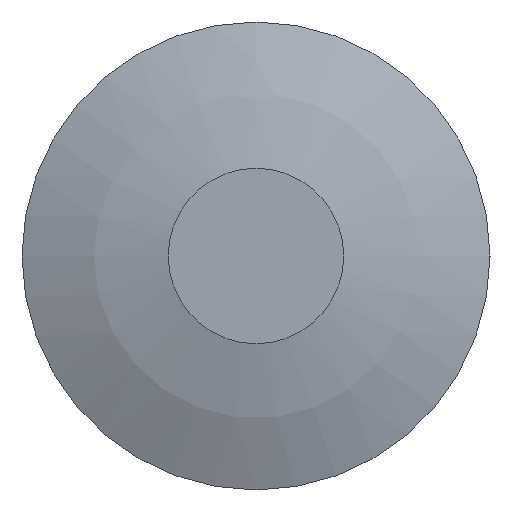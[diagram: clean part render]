
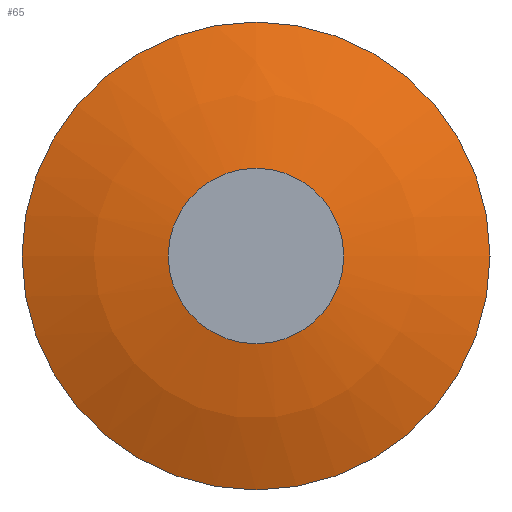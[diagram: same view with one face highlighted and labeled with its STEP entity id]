
A CAD part, left-side view. The second image highlights one B-rep face of the part: STEP entity #65.
In plain terms, the highlighted spherical face has radius 5 mm.
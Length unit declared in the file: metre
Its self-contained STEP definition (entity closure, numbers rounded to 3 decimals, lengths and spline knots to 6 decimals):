
#22=SPHERICAL_SURFACE('',#87,0.005);
#29=ORIENTED_EDGE('',*,*,#33,.T.);
#30=ORIENTED_EDGE('',*,*,#34,.F.);
#33=EDGE_CURVE('',#37,#37,#41,.T.);
#34=EDGE_CURVE('',#38,#38,#42,.T.);
#37=VERTEX_POINT('',#117);
#38=VERTEX_POINT('',#120);
#41=CIRCLE('',#84,0.002);
#42=CIRCLE('',#86,0.00075);
#49=EDGE_LOOP('',(#29));
#50=EDGE_LOOP('',(#30));
#57=FACE_BOUND('',#49,.T.);
#58=FACE_BOUND('',#50,.T.);
#65=ADVANCED_FACE('',(#57,#58),#22,.T.);
#84=AXIS2_PLACEMENT_3D('',#116,#100,#101);
#86=AXIS2_PLACEMENT_3D('',#119,#104,#105);
#87=AXIS2_PLACEMENT_3D('',#121,#106,#107);
#100=DIRECTION('',(-1.,0.,0.));
#101=DIRECTION('',(0.,0.,1.));
#104=DIRECTION('',(-1.,0.,0.));
#105=DIRECTION('',(0.,0.,1.));
#106=DIRECTION('',(1.,0.,0.));
#107=DIRECTION('',(0.,1.,0.));
#116=CARTESIAN_POINT('',(0.006448,0.,0.));
#117=CARTESIAN_POINT('',(0.006448,0.,0.002));
#119=CARTESIAN_POINT('',(0.006087,0.,0.));
#120=CARTESIAN_POINT('',(0.006087,0.,0.00075));
#121=CARTESIAN_POINT('',(0.01103,0.,0.));
